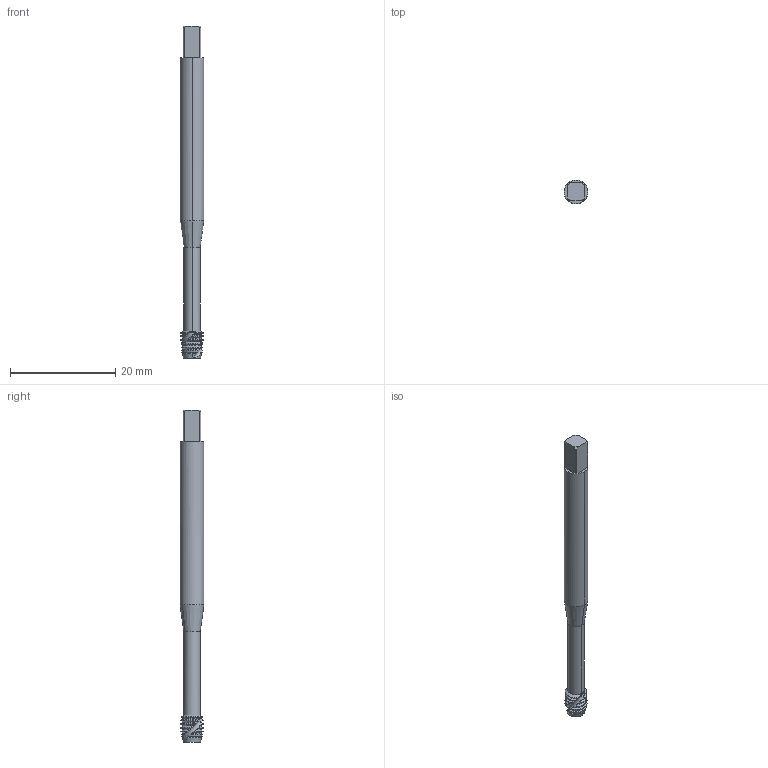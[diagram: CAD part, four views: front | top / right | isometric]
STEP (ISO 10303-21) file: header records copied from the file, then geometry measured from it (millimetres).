
FILE_DESCRIPTION(('no description'),'unknown implementation level');
FILE_NAME('solidHPAUMkd2ytYAH2NiralI7lY_xoQ_1.STP',' ',('CIM GmbH Aachen'),('CADClick - KiM GmbH - www.kimweb.de'),'unknown preprocess','ACIS','unknown authorization');
FILE_SCHEMA(('automotive_design'));
Length unit declared in the file: millimetre
Products named in the file (2): 1; 2
Bounding box: 4.5 x 4.5 x 63 mm (x, y, z)
Volume: 792.2 mm3; surface area: 941.2 mm2
Topology: 2 solids, 2 shells, 141 faces, 389 edges, 250 vertices
Faces by surface type: cone 62, cylinder 56, plane 17, bspline 4, revolution 2
Entity records: 10718 total; most frequent: CARTESIAN_POINT 2949, STYLED_ITEM 780, PRESENTATION_STYLE_ASSIGNMENT 780, COLOUR_RGB 780, ORIENTED_EDGE 774, DIRECTION 667, EDGE_CURVE 387, CURVE_STYLE 387
